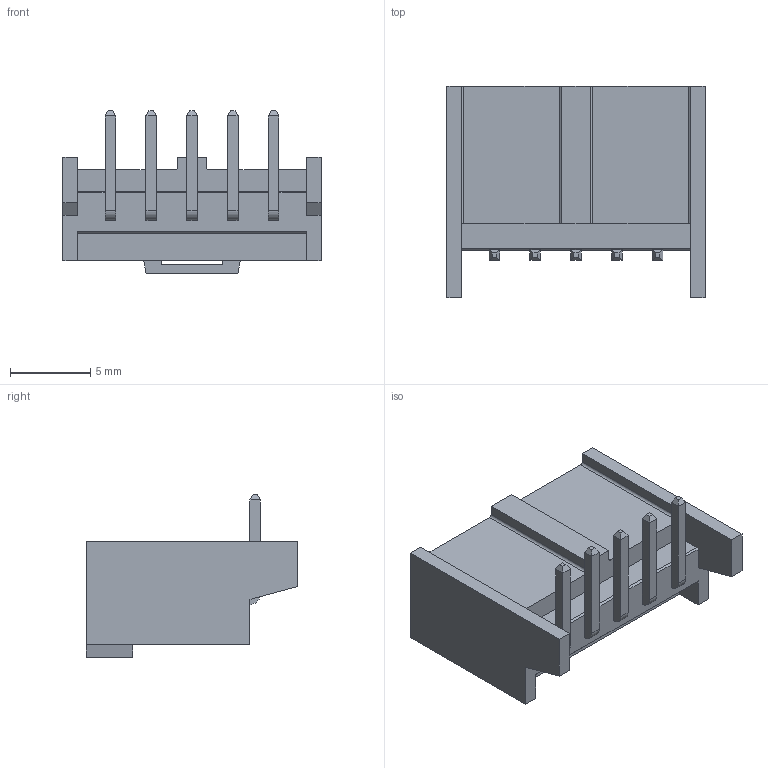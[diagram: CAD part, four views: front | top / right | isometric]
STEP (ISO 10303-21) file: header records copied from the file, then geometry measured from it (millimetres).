
FILE_DESCRIPTION( ( 'STEP AP214' ), '1' );
FILE_NAME( 'psolqas13120432411.stp', '2019-07-16T11:12:04', ( '' ), ( '' ), ' ', 'PARTsolutions', ' ' );
FILE_SCHEMA( ( 'AUTOMOTIVE_DESIGN { 1 0 10303 214 1 1 1 1 }' ) );
Length unit declared in the file: metre
Products named in the file (1): 1
Bounding box: 16.05 x 13.14 x 10.11 mm (x, y, z)
Volume: 500.5 mm3; surface area: 1152.1 mm2
Topology: 1 solids, 1 shells, 150 faces, 374 edges, 230 vertices
Faces by surface type: plane 141, cylinder 9
Entity records: 4331 total; most frequent: CARTESIAN_POINT 755, ORIENTED_EDGE 748, DIRECTION 694, EDGE_CURVE 374, LINE 356, VECTOR 356, VERTEX_POINT 230, AXIS2_PLACEMENT_3D 169
